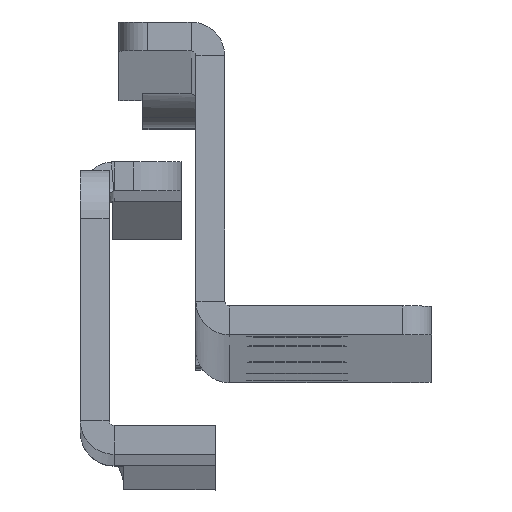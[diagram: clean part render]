
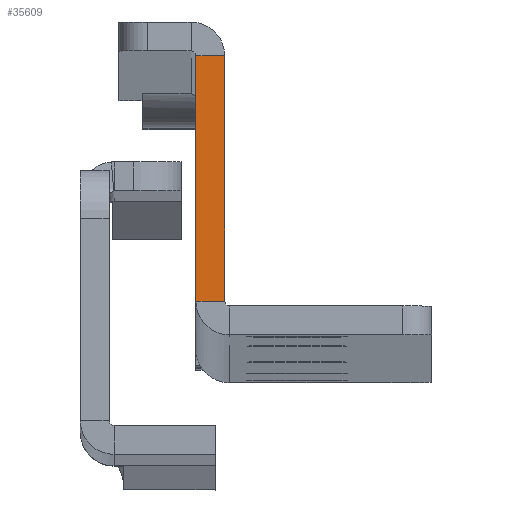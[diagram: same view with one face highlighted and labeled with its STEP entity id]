
A CAD part, top view. The second image highlights one B-rep face of the part: STEP entity #35609.
In plain terms, the highlighted face is planar.
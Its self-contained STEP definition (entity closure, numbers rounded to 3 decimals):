
#2722 = CARTESIAN_POINT ( 'NONE',  ( 0., 19.5, 700. ) ) ;
#3785 = EDGE_CURVE ( 'NONE', #14736, #27344, #27528, .T. ) ;
#4372 = DIRECTION ( 'NONE',  ( 0., -1., 0. ) ) ;
#4647 = EDGE_CURVE ( 'NONE', #27344, #5505, #7047, .T. ) ;
#5505 = VERTEX_POINT ( 'NONE', #11597 ) ;
#6414 = FACE_OUTER_BOUND ( 'NONE', #42028, .T. ) ;
#6621 = DIRECTION ( 'NONE',  ( 0., 1., 0. ) ) ;
#7047 = LINE ( 'NONE', #37504, #14227 ) ;
#7279 = CARTESIAN_POINT ( 'NONE',  ( 3., -6., 700. ) ) ;
#9117 = CARTESIAN_POINT ( 'NONE',  ( 0., -6., 700. ) ) ;
#10305 = ORIENTED_EDGE ( 'NONE', *, *, #17943, .T. ) ;
#10507 = EDGE_CURVE ( 'NONE', #18864, #14736, #37935, .T. ) ;
#11597 = CARTESIAN_POINT ( 'NONE',  ( 3., 19.5, 700. ) ) ;
#14227 = VECTOR ( 'NONE', #6621, 1000. ) ;
#14736 = VERTEX_POINT ( 'NONE', #9117 ) ;
#14835 = VECTOR ( 'NONE', #41587, 1000. ) ;
#15203 = VECTOR ( 'NONE', #43108, 1000. ) ;
#15392 = CARTESIAN_POINT ( 'NONE',  ( 0., 19.5, 700. ) ) ;
#17943 = EDGE_CURVE ( 'NONE', #5505, #18864, #33243, .T. ) ;
#18864 = VERTEX_POINT ( 'NONE', #15392 ) ;
#19896 = DIRECTION ( 'NONE',  ( -1., 0., 0. ) ) ;
#26341 = PLANE ( 'NONE',  #39171 ) ;
#27344 = VERTEX_POINT ( 'NONE', #7279 ) ;
#27528 = LINE ( 'NONE', #31068, #14835 ) ;
#31068 = CARTESIAN_POINT ( 'NONE',  ( 0., -6., 700. ) ) ;
#33168 = DIRECTION ( 'NONE',  ( 0., 0., -1. ) ) ;
#33243 = LINE ( 'NONE', #2722, #15203 ) ;
#34644 = CARTESIAN_POINT ( 'NONE',  ( 0., -29., 700. ) ) ;
#35291 = ORIENTED_EDGE ( 'NONE', *, *, #3785, .T. ) ;
#35609 = ADVANCED_FACE ( 'NONE', ( #6414 ), #26341, .F. ) ;
#37504 = CARTESIAN_POINT ( 'NONE',  ( 3., -29., 700. ) ) ;
#37935 = LINE ( 'NONE', #34644, #40773 ) ;
#39000 = ORIENTED_EDGE ( 'NONE', *, *, #10507, .T. ) ;
#39171 = AXIS2_PLACEMENT_3D ( 'NONE', #43478, #33168, #19896 ) ;
#40773 = VECTOR ( 'NONE', #4372, 1000. ) ;
#41008 = ORIENTED_EDGE ( 'NONE', *, *, #4647, .T. ) ;
#41587 = DIRECTION ( 'NONE',  ( 1., 0., 0. ) ) ;
#42028 = EDGE_LOOP ( 'NONE', ( #39000, #35291, #41008, #10305 ) ) ;
#43108 = DIRECTION ( 'NONE',  ( -1., 0., 0. ) ) ;
#43478 = CARTESIAN_POINT ( 'NONE',  ( 0., 29., 700. ) ) ;
